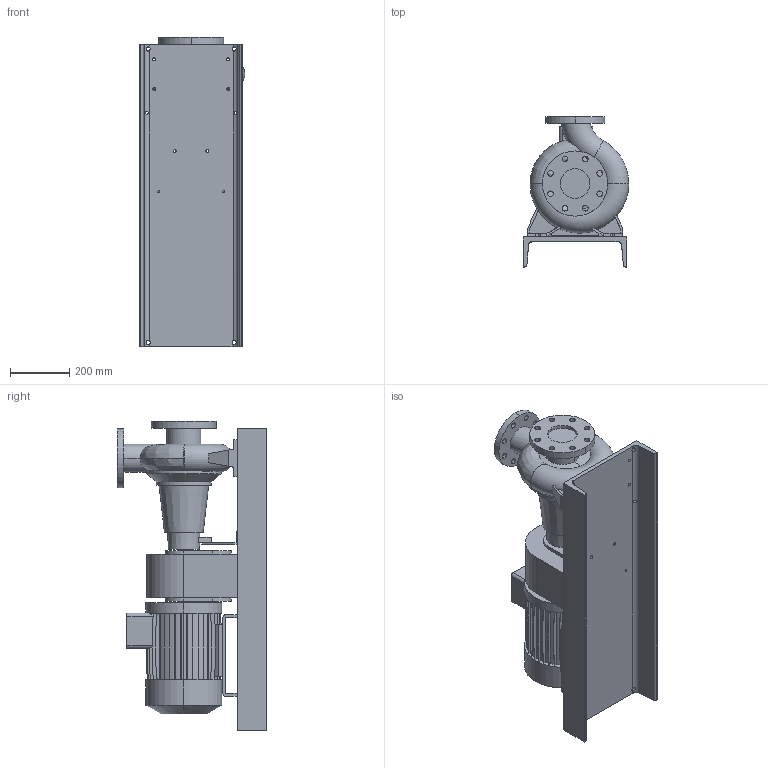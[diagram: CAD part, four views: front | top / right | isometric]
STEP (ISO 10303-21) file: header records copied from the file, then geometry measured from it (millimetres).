
FILE_DESCRIPTION (( 'STEP AP203' ), '1' );
FILE_NAME ('10018071swa00.step', '2023-07-07T12:30:43', ( '' ), ( '' ), 'SwSTEP 2.0', 'SolidWorks 2020', '' );
FILE_SCHEMA (( 'CONFIG_CONTROL_DESIGN' ));
Length unit declared in the file: millimetre
Products named in the file (5): 10018072swp00_132S; 10012573swp00_260; 10017783swp00_80-160; 10018097swp00_MCG 15 N 80-160 132; 10018071swa00
Assembly tree (4 placements, depth 2):
  10018071swa00
    10017783swp00_80-160
    10018097swp00_MCG 15 N 80-160 132
    10018072swp00_132S
    10012573swp00_260
Bounding box: 356 x 505 x 1045 mm (x, y, z)
Volume: 52304334.4 mm3; surface area: 2913810.7 mm2
Topology: 5 solids, 5 shells, 568 faces, 1618 edges, 1075 vertices
Faces by surface type: plane 372, cylinder 179, cone 10, torus 5, bspline 2
Entity records: 20990 total; most frequent: CARTESIAN_POINT 5264, ORIENTED_EDGE 3236, DIRECTION 3077, EDGE_CURVE 1618, VECTOR 1171, LINE 1171, VERTEX_POINT 1075, AXIS2_PLACEMENT_3D 953
